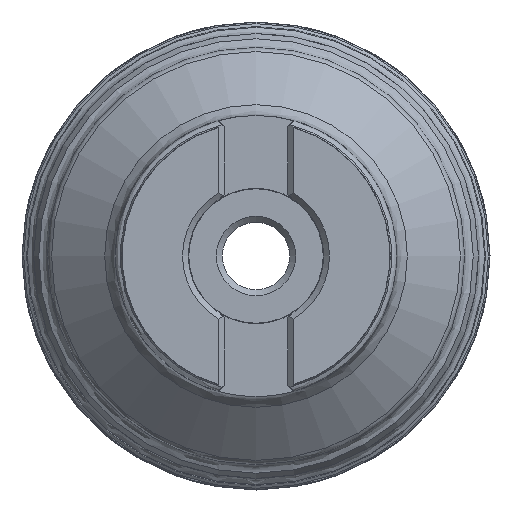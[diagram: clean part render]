
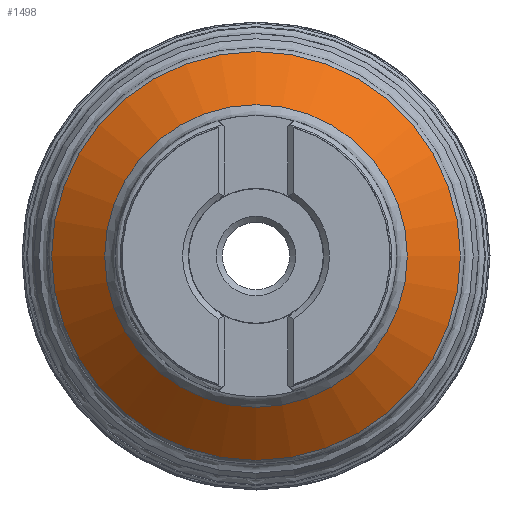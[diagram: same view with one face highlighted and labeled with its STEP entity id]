
A CAD part, left-side view. The second image highlights one B-rep face of the part: STEP entity #1498.
In plain terms, the highlighted conical face has half-angle 49.655 degrees and reference radius 33.462 mm.
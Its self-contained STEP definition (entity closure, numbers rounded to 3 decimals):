
#496 = FACE_OUTER_BOUND ( 'NONE', #3244, .T. ) ;
#548 = ORIENTED_EDGE ( 'NONE', *, *, #2482, .T. ) ;
#758 = CIRCLE ( 'NONE', #2260, 24.763 ) ;
#761 = CIRCLE ( 'NONE', #2538, 33.462 ) ;
#1047 = VERTEX_POINT ( 'NONE', #1221 ) ;
#1221 = CARTESIAN_POINT ( 'NONE',  ( -22.662, 0., -33.462 ) ) ;
#1370 = CARTESIAN_POINT ( 'NONE',  ( -30.051, 0., -24.763 ) ) ;
#1498 = ADVANCED_FACE ( 'NONE', ( #3220, #496 ), #2907, .T. ) ;
#2005 = ORIENTED_EDGE ( 'NONE', *, *, #2634, .T. ) ;
#2162 = VERTEX_POINT ( 'NONE', #1370 ) ;
#2260 = AXIS2_PLACEMENT_3D ( 'NONE', #3350, #3340, #3332 ) ;
#2482 = EDGE_CURVE ( 'NONE', #2162, #2162, #758, .T. ) ;
#2538 = AXIS2_PLACEMENT_3D ( 'NONE', #2637, #2632, #2631 ) ;
#2553 = EDGE_LOOP ( 'NONE', ( #548 ) ) ;
#2631 = DIRECTION ( 'NONE',  ( 0., 0., -1. ) ) ;
#2632 = DIRECTION ( 'NONE',  ( -1., 0., 0. ) ) ;
#2634 = EDGE_CURVE ( 'NONE', #1047, #1047, #761, .T. ) ;
#2637 = CARTESIAN_POINT ( 'NONE',  ( -22.662, 0., 0. ) ) ;
#2655 = DIRECTION ( 'NONE',  ( 0., 0., -1. ) ) ;
#2704 = CARTESIAN_POINT ( 'NONE',  ( -22.662, 0., 0. ) ) ;
#2716 = DIRECTION ( 'NONE',  ( 1., 0., 0. ) ) ;
#2907 = CONICAL_SURFACE ( 'NONE', #3034, 33.462, 0.867 ) ;
#3034 = AXIS2_PLACEMENT_3D ( 'NONE', #2704, #2716, #2655 ) ;
#3220 = FACE_BOUND ( 'NONE', #2553, .T. ) ;
#3244 = EDGE_LOOP ( 'NONE', ( #2005 ) ) ;
#3332 = DIRECTION ( 'NONE',  ( 0., 0., -1. ) ) ;
#3340 = DIRECTION ( 'NONE',  ( 1., 0., 0. ) ) ;
#3350 = CARTESIAN_POINT ( 'NONE',  ( -30.051, 0., 0. ) ) ;
